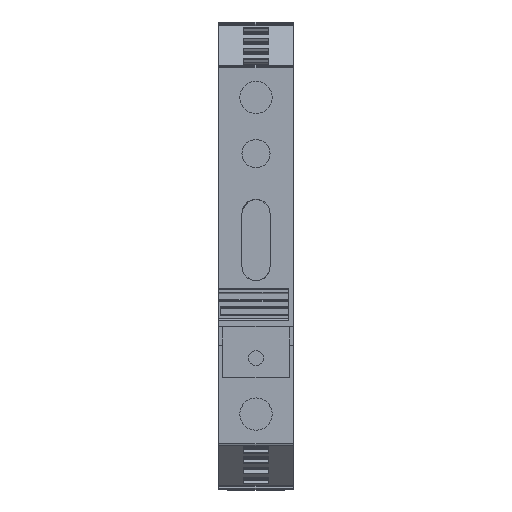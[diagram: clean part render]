
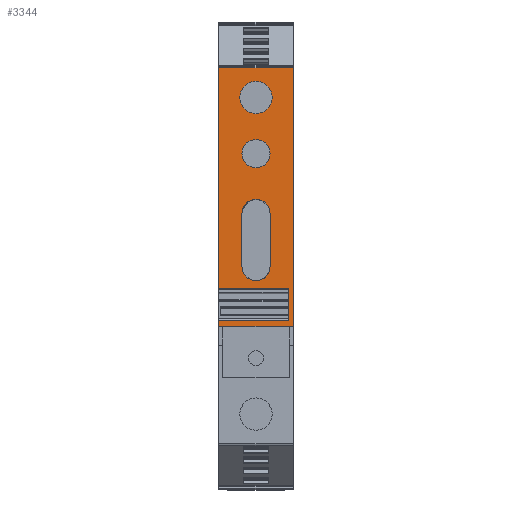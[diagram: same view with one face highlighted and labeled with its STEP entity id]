
A CAD part, top view. The second image highlights one B-rep face of the part: STEP entity #3344.
In plain terms, the highlighted planar face has unit normal (0, 0, 1).
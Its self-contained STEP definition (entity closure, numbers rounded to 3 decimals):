
#101=AXIS2_PLACEMENT_3D('Plane Axis2P3D',#98,#99,#100) ;
#3260=AXIS2_PLACEMENT_3D('Circle Axis2P3D',#3258,#3259,$) ;
#3269=AXIS2_PLACEMENT_3D('Circle Axis2P3D',#3267,#3268,$) ;
#3287=AXIS2_PLACEMENT_3D('Circle Axis2P3D',#3285,#3286,$) ;
#3294=AXIS2_PLACEMENT_3D('Circle Axis2P3D',#3292,#3293,$) ;
#3308=AXIS2_PLACEMENT_3D('Circle Axis2P3D',#3306,#3307,$) ;
#3315=AXIS2_PLACEMENT_3D('Circle Axis2P3D',#3313,#3314,$) ;
#3328=AXIS2_PLACEMENT_3D('Circle Axis2P3D',#3326,#3327,$) ;
#3337=AXIS2_PLACEMENT_3D('Circle Axis2P3D',#3335,#3336,$) ;
#98=CARTESIAN_POINT('Axis2P3D Location',(0.,43.05,54.25)) ;
#658=CARTESIAN_POINT('Vertex',(16.,90.151,54.25)) ;
#661=CARTESIAN_POINT('Line Origine',(16.,62.515,54.25)) ;
#665=CARTESIAN_POINT('Vertex',(16.,34.88,54.25)) ;
#806=CARTESIAN_POINT('Vertex',(0.,34.88,54.25)) ;
#809=CARTESIAN_POINT('Line Origine',(0.,35.565,54.25)) ;
#813=CARTESIAN_POINT('Vertex',(0.,36.25,54.25)) ;
#946=CARTESIAN_POINT('Vertex',(0.,43.05,54.25)) ;
#949=CARTESIAN_POINT('Line Origine',(0.,66.6,54.25)) ;
#953=CARTESIAN_POINT('Vertex',(0.,90.151,54.25)) ;
#3212=CARTESIAN_POINT('Line Origine',(4.,90.151,54.25)) ;
#3224=CARTESIAN_POINT('Line Origine',(8.,34.88,54.25)) ;
#3229=CARTESIAN_POINT('Line Origine',(7.5,43.05,54.25)) ;
#3233=CARTESIAN_POINT('Vertex',(15.,43.05,54.25)) ;
#3236=CARTESIAN_POINT('Line Origine',(15.,39.65,54.25)) ;
#3240=CARTESIAN_POINT('Vertex',(15.,36.25,54.25)) ;
#3243=CARTESIAN_POINT('Line Origine',(7.5,36.25,54.25)) ;
#3258=CARTESIAN_POINT('Axis2P3D Location',(8.,83.85,54.25)) ;
#3262=CARTESIAN_POINT('Vertex',(8.,80.4,54.25)) ;
#3264=CARTESIAN_POINT('Vertex',(8.,87.3,54.25)) ;
#3267=CARTESIAN_POINT('Axis2P3D Location',(8.,83.85,54.25)) ;
#3276=CARTESIAN_POINT('Line Origine',(11.,53.35,54.25)) ;
#3280=CARTESIAN_POINT('Vertex',(11.,47.65,54.25)) ;
#3282=CARTESIAN_POINT('Vertex',(11.,59.05,54.25)) ;
#3285=CARTESIAN_POINT('Axis2P3D Location',(8.,47.65,54.25)) ;
#3289=CARTESIAN_POINT('Vertex',(8.,44.65,54.25)) ;
#3292=CARTESIAN_POINT('Axis2P3D Location',(8.,47.65,54.25)) ;
#3296=CARTESIAN_POINT('Vertex',(5.,47.65,54.25)) ;
#3299=CARTESIAN_POINT('Line Origine',(5.,53.35,54.25)) ;
#3303=CARTESIAN_POINT('Vertex',(5.,59.05,54.25)) ;
#3306=CARTESIAN_POINT('Axis2P3D Location',(8.,59.05,54.25)) ;
#3310=CARTESIAN_POINT('Vertex',(8.,62.05,54.25)) ;
#3313=CARTESIAN_POINT('Axis2P3D Location',(8.,59.05,54.25)) ;
#3326=CARTESIAN_POINT('Axis2P3D Location',(8.,71.85,54.25)) ;
#3330=CARTESIAN_POINT('Vertex',(8.,74.85,54.25)) ;
#3332=CARTESIAN_POINT('Vertex',(8.,68.85,54.25)) ;
#3335=CARTESIAN_POINT('Axis2P3D Location',(8.,71.85,54.25)) ;
#99=DIRECTION('Axis2P3D Direction',(0.,0.,-1.)) ;
#100=DIRECTION('Axis2P3D XDirection',(0.,1.,0.)) ;
#662=DIRECTION('Vector Direction',(0.,1.,0.)) ;
#810=DIRECTION('Vector Direction',(0.,1.,0.)) ;
#950=DIRECTION('Vector Direction',(0.,1.,0.)) ;
#3213=DIRECTION('Vector Direction',(1.,0.,0.)) ;
#3225=DIRECTION('Vector Direction',(-1.,0.,0.)) ;
#3230=DIRECTION('Vector Direction',(1.,0.,0.)) ;
#3237=DIRECTION('Vector Direction',(0.,1.,0.)) ;
#3244=DIRECTION('Vector Direction',(1.,0.,0.)) ;
#3259=DIRECTION('Axis2P3D Direction',(0.,0.,-1.)) ;
#3268=DIRECTION('Axis2P3D Direction',(0.,0.,-1.)) ;
#3277=DIRECTION('Vector Direction',(0.,1.,0.)) ;
#3286=DIRECTION('Axis2P3D Direction',(0.,0.,-1.)) ;
#3293=DIRECTION('Axis2P3D Direction',(0.,0.,-1.)) ;
#3300=DIRECTION('Vector Direction',(0.,1.,0.)) ;
#3307=DIRECTION('Axis2P3D Direction',(0.,0.,-1.)) ;
#3314=DIRECTION('Axis2P3D Direction',(0.,0.,-1.)) ;
#3327=DIRECTION('Axis2P3D Direction',(0.,0.,-1.)) ;
#3336=DIRECTION('Axis2P3D Direction',(0.,0.,-1.)) ;
#663=VECTOR('Line Direction',#662,1.) ;
#811=VECTOR('Line Direction',#810,1.) ;
#951=VECTOR('Line Direction',#950,1.) ;
#3214=VECTOR('Line Direction',#3213,1.) ;
#3226=VECTOR('Line Direction',#3225,1.) ;
#3231=VECTOR('Line Direction',#3230,1.) ;
#3238=VECTOR('Line Direction',#3237,1.) ;
#3245=VECTOR('Line Direction',#3244,1.) ;
#3278=VECTOR('Line Direction',#3277,1.) ;
#3301=VECTOR('Line Direction',#3300,1.) ;
#3249=ORIENTED_EDGE('',*,*,#3228,.F.) ;
#3250=ORIENTED_EDGE('',*,*,#667,.T.) ;
#3251=ORIENTED_EDGE('',*,*,#3216,.T.) ;
#3252=ORIENTED_EDGE('',*,*,#955,.T.) ;
#3253=ORIENTED_EDGE('',*,*,#3235,.F.) ;
#3254=ORIENTED_EDGE('',*,*,#3242,.F.) ;
#3255=ORIENTED_EDGE('',*,*,#3247,.T.) ;
#3256=ORIENTED_EDGE('',*,*,#815,.T.) ;
#3273=ORIENTED_EDGE('',*,*,#3266,.F.) ;
#3274=ORIENTED_EDGE('',*,*,#3271,.F.) ;
#3319=ORIENTED_EDGE('',*,*,#3284,.F.) ;
#3320=ORIENTED_EDGE('',*,*,#3291,.F.) ;
#3321=ORIENTED_EDGE('',*,*,#3298,.F.) ;
#3322=ORIENTED_EDGE('',*,*,#3305,.F.) ;
#3323=ORIENTED_EDGE('',*,*,#3312,.F.) ;
#3324=ORIENTED_EDGE('',*,*,#3317,.F.) ;
#3341=ORIENTED_EDGE('',*,*,#3334,.F.) ;
#3342=ORIENTED_EDGE('',*,*,#3339,.F.) ;
#3275=FACE_BOUND('',#3272,.T.) ;
#3325=FACE_BOUND('',#3318,.T.) ;
#3343=FACE_BOUND('',#3340,.T.) ;
#3344=ADVANCED_FACE('KLTR',(#3257,#3275,#3325,#3343),#102,.F.) ;
#3261=CIRCLE('generated circle',#3260,3.45) ;
#3270=CIRCLE('generated circle',#3269,3.45) ;
#3288=CIRCLE('generated circle',#3287,3.) ;
#3295=CIRCLE('generated circle',#3294,3.) ;
#3309=CIRCLE('generated circle',#3308,3.) ;
#3316=CIRCLE('generated circle',#3315,3.) ;
#3329=CIRCLE('generated circle',#3328,3.) ;
#3338=CIRCLE('generated circle',#3337,3.) ;
#667=EDGE_CURVE('',#666,#659,#664,.T.) ;
#815=EDGE_CURVE('',#814,#807,#812,.F.) ;
#955=EDGE_CURVE('',#954,#947,#952,.F.) ;
#3216=EDGE_CURVE('',#659,#954,#3215,.F.) ;
#3228=EDGE_CURVE('',#666,#807,#3227,.T.) ;
#3235=EDGE_CURVE('',#3234,#947,#3232,.F.) ;
#3242=EDGE_CURVE('',#3241,#3234,#3239,.T.) ;
#3247=EDGE_CURVE('',#3241,#814,#3246,.F.) ;
#3266=EDGE_CURVE('',#3263,#3265,#3261,.F.) ;
#3271=EDGE_CURVE('',#3265,#3263,#3270,.F.) ;
#3284=EDGE_CURVE('',#3281,#3283,#3279,.T.) ;
#3291=EDGE_CURVE('',#3290,#3281,#3288,.F.) ;
#3298=EDGE_CURVE('',#3297,#3290,#3295,.F.) ;
#3305=EDGE_CURVE('',#3304,#3297,#3302,.F.) ;
#3312=EDGE_CURVE('',#3311,#3304,#3309,.F.) ;
#3317=EDGE_CURVE('',#3283,#3311,#3316,.F.) ;
#3334=EDGE_CURVE('',#3331,#3333,#3329,.F.) ;
#3339=EDGE_CURVE('',#3333,#3331,#3338,.F.) ;
#3248=EDGE_LOOP('',(#3249,#3250,#3251,#3252,#3253,#3254,#3255,#3256)) ;
#3272=EDGE_LOOP('',(#3273,#3274)) ;
#3318=EDGE_LOOP('',(#3319,#3320,#3321,#3322,#3323,#3324)) ;
#3340=EDGE_LOOP('',(#3341,#3342)) ;
#3257=FACE_OUTER_BOUND('',#3248,.T.) ;
#664=LINE('Line',#661,#663) ;
#812=LINE('Line',#809,#811) ;
#952=LINE('Line',#949,#951) ;
#3215=LINE('Line',#3212,#3214) ;
#3227=LINE('Line',#3224,#3226) ;
#3232=LINE('Line',#3229,#3231) ;
#3239=LINE('Line',#3236,#3238) ;
#3246=LINE('Line',#3243,#3245) ;
#3279=LINE('Line',#3276,#3278) ;
#3302=LINE('Line',#3299,#3301) ;
#102=PLANE('',#101) ;
#659=VERTEX_POINT('',#658) ;
#666=VERTEX_POINT('',#665) ;
#807=VERTEX_POINT('',#806) ;
#814=VERTEX_POINT('',#813) ;
#947=VERTEX_POINT('',#946) ;
#954=VERTEX_POINT('',#953) ;
#3234=VERTEX_POINT('',#3233) ;
#3241=VERTEX_POINT('',#3240) ;
#3263=VERTEX_POINT('',#3262) ;
#3265=VERTEX_POINT('',#3264) ;
#3281=VERTEX_POINT('',#3280) ;
#3283=VERTEX_POINT('',#3282) ;
#3290=VERTEX_POINT('',#3289) ;
#3297=VERTEX_POINT('',#3296) ;
#3304=VERTEX_POINT('',#3303) ;
#3311=VERTEX_POINT('',#3310) ;
#3331=VERTEX_POINT('',#3330) ;
#3333=VERTEX_POINT('',#3332) ;
